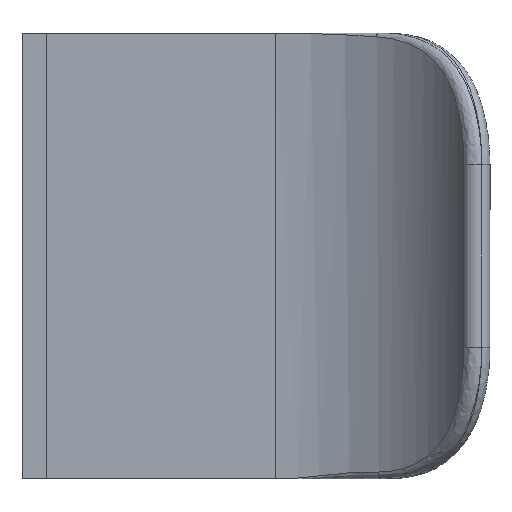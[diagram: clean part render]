
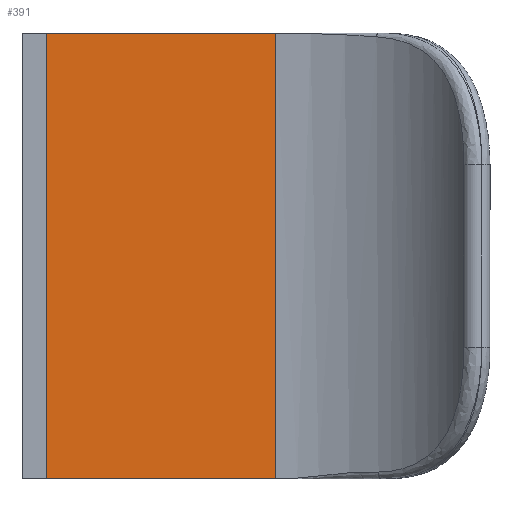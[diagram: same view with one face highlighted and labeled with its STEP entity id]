
A CAD part, front view. The second image highlights one B-rep face of the part: STEP entity #391.
In plain terms, the highlighted planar face has unit normal (0, -1, 0).
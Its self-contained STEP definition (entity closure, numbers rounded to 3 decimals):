
#25=PLANE('',#435);
#83=FACE_OUTER_BOUND('',#109,.T.);
#109=EDGE_LOOP('',(#357,#358,#359,#360));
#119=LINE('',#762,#145);
#124=LINE('',#777,#150);
#133=LINE('',#1061,#159);
#138=LINE('',#1072,#164);
#145=VECTOR('',#467,10.);
#150=VECTOR('',#474,10.);
#159=VECTOR('',#493,10.);
#164=VECTOR('',#510,10.);
#185=VERTEX_POINT('',#699);
#186=VERTEX_POINT('',#736);
#189=VERTEX_POINT('',#761);
#204=VERTEX_POINT('',#1059);
#228=EDGE_CURVE('',#189,#185,#119,.T.);
#234=EDGE_CURVE('',#185,#186,#124,.T.);
#253=EDGE_CURVE('',#204,#186,#133,.T.);
#258=EDGE_CURVE('',#189,#204,#138,.T.);
#357=ORIENTED_EDGE('',*,*,#228,.T.);
#358=ORIENTED_EDGE('',*,*,#234,.T.);
#359=ORIENTED_EDGE('',*,*,#253,.F.);
#360=ORIENTED_EDGE('',*,*,#258,.F.);
#391=ADVANCED_FACE('',(#83),#25,.T.);
#435=AXIS2_PLACEMENT_3D('',#1071,#508,#509);
#467=DIRECTION('',(1.,0.,0.));
#474=DIRECTION('',(0.,0.,1.));
#493=DIRECTION('',(1.,0.,0.));
#508=DIRECTION('center_axis',(0.,-1.,0.));
#509=DIRECTION('ref_axis',(1.,0.,0.));
#510=DIRECTION('',(0.,0.,1.));
#699=CARTESIAN_POINT('',(23.8,5.25,0.));
#736=CARTESIAN_POINT('',(23.8,5.25,44.));
#761=CARTESIAN_POINT('',(1.2,5.25,0.));
#762=CARTESIAN_POINT('',(-1.2,5.25,0.));
#777=CARTESIAN_POINT('',(23.8,5.25,0.));
#1059=CARTESIAN_POINT('',(1.2,5.25,44.));
#1061=CARTESIAN_POINT('',(-1.2,5.25,44.));
#1071=CARTESIAN_POINT('Origin',(1.2,5.25,0.));
#1072=CARTESIAN_POINT('',(1.2,5.25,0.));
